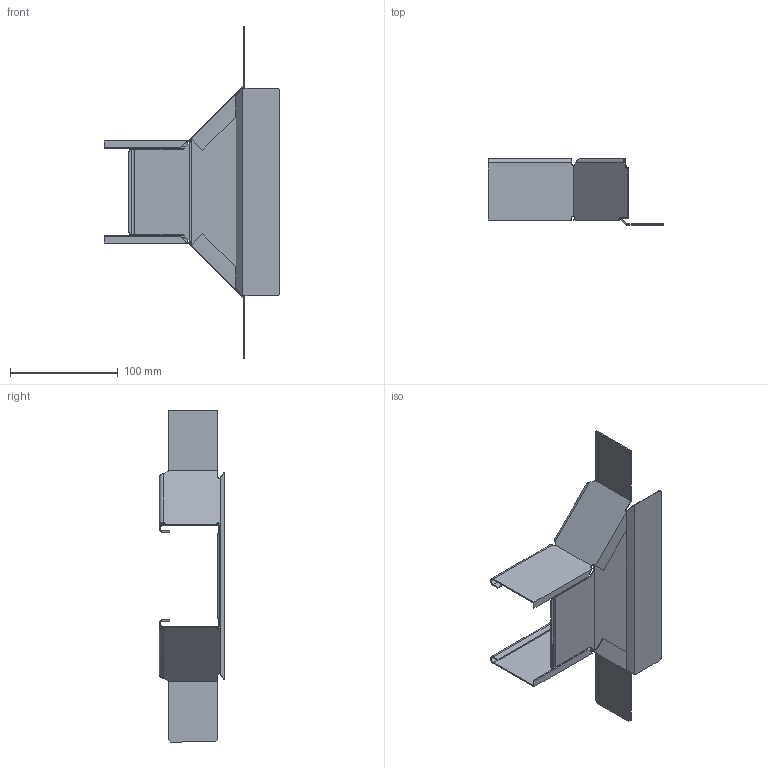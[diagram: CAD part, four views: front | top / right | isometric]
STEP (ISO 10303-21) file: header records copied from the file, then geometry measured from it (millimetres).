
FILE_DESCRIPTION (( 'STEP AP214' ), '1' );
FILE_NAME ('7121860.STEP', '2025-02-11T08:00:46', ( '' ), ( '' ), 'SwSTEP 2.0', 'SolidWorks 2024', '' );
FILE_SCHEMA (( 'AUTOMOTIVE_DESIGN' ));
Length unit declared in the file: millimetre
Products named in the file (4): 180291_60 R; 180291_60 L; 167752_100; 7121860
Assembly tree (3 placements, depth 2):
  7121860
    167752_100
    180291_60 L
    180291_60 R
Bounding box: 163.11 x 61.25 x 308.27 mm (x, y, z)
Volume: 48434.2 mm3; surface area: 94488.8 mm2
Topology: 3 solids, 3 shells, 161 faces, 431 edges, 276 vertices
Faces by surface type: plane 108, cylinder 29, bspline 24
Entity records: 5822 total; most frequent: CARTESIAN_POINT 1992, ORIENTED_EDGE 862, DIRECTION 631, EDGE_CURVE 431, VERTEX_POINT 276, LINE 253, VECTOR 253, AXIS2_PLACEMENT_3D 189
